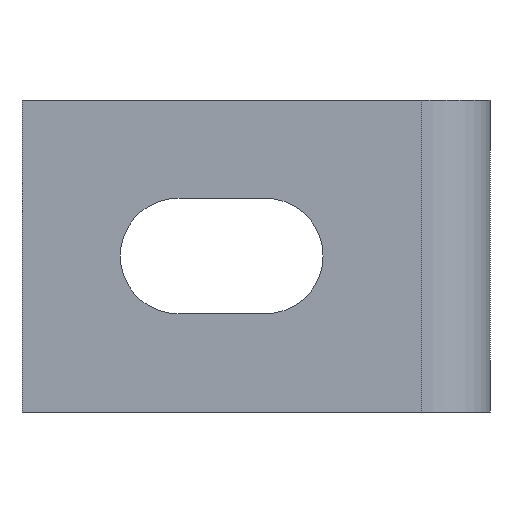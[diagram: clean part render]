
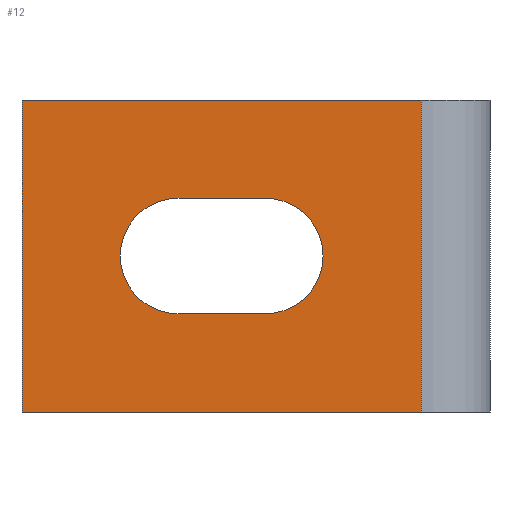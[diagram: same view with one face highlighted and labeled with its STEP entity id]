
A CAD part, left-side view. The second image highlights one B-rep face of the part: STEP entity #12.
In plain terms, the highlighted planar face has unit normal (-1, 0, 0).
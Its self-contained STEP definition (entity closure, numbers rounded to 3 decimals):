
#3 = VERTEX_POINT ( 'NONE', #396 ) ;
#12 = ADVANCED_FACE ( 'NONE', ( #129, #34 ), #94, .F. ) ;
#17 = EDGE_CURVE ( 'NONE', #104, #386, #235, .T. ) ;
#27 = VECTOR ( 'NONE', #479, 1000. ) ;
#29 = VERTEX_POINT ( 'NONE', #589 ) ;
#34 = FACE_OUTER_BOUND ( 'NONE', #41, .T. ) ;
#41 = EDGE_LOOP ( 'NONE', ( #514, #627, #296, #477 ) ) ;
#50 = CARTESIAN_POINT ( 'NONE',  ( 0., 7.2, 3.15 ) ) ;
#51 = CARTESIAN_POINT ( 'NONE',  ( 0., 2.2, 0. ) ) ;
#67 = DIRECTION ( 'NONE',  ( 0., 1., 0. ) ) ;
#69 = CARTESIAN_POINT ( 'NONE',  ( 0., 15., 0. ) ) ;
#90 = DIRECTION ( 'NONE',  ( 1., 0., 0. ) ) ;
#91 = CARTESIAN_POINT ( 'NONE',  ( 0., 10., 3.15 ) ) ;
#94 = PLANE ( 'NONE',  #362 ) ;
#99 = DIRECTION ( 'NONE',  ( -1., 0., 0. ) ) ;
#104 = VERTEX_POINT ( 'NONE', #344 ) ;
#118 = DIRECTION ( 'NONE',  ( -1., 0., 0. ) ) ;
#120 = VECTOR ( 'NONE', #340, 1000. ) ;
#129 = FACE_BOUND ( 'NONE', #575, .T. ) ;
#162 = CARTESIAN_POINT ( 'NONE',  ( 0., 7.2, 5. ) ) ;
#171 = CIRCLE ( 'NONE', #598, 1.85 ) ;
#176 = EDGE_CURVE ( 'NONE', #504, #104, #171, .T. ) ;
#178 = LINE ( 'NONE', #333, #493 ) ;
#188 = LINE ( 'NONE', #278, #120 ) ;
#209 = CARTESIAN_POINT ( 'NONE',  ( 0., 2.2, 10. ) ) ;
#224 = VERTEX_POINT ( 'NONE', #51 ) ;
#227 = LINE ( 'NONE', #91, #441 ) ;
#230 = CARTESIAN_POINT ( 'NONE',  ( 0., 10., 6.85 ) ) ;
#235 = LINE ( 'NONE', #230, #27 ) ;
#239 = CARTESIAN_POINT ( 'NONE',  ( 0., 15., 10. ) ) ;
#248 = EDGE_CURVE ( 'NONE', #386, #29, #424, .T. ) ;
#251 = DIRECTION ( 'NONE',  ( 0., 1., 0. ) ) ;
#278 = CARTESIAN_POINT ( 'NONE',  ( 0., 15., 10. ) ) ;
#286 = DIRECTION ( 'NONE',  ( 0., -1., 0. ) ) ;
#288 = ORIENTED_EDGE ( 'NONE', *, *, #577, .F. ) ;
#296 = ORIENTED_EDGE ( 'NONE', *, *, #565, .F. ) ;
#298 = CARTESIAN_POINT ( 'NONE',  ( 0., 2.2, 10. ) ) ;
#299 = DIRECTION ( 'NONE',  ( -1., 0., 0. ) ) ;
#301 = DIRECTION ( 'NONE',  ( 0., -1., 0. ) ) ;
#308 = ORIENTED_EDGE ( 'NONE', *, *, #248, .F. ) ;
#314 = EDGE_CURVE ( 'NONE', #522, #224, #409, .T. ) ;
#328 = ORIENTED_EDGE ( 'NONE', *, *, #17, .F. ) ;
#333 = CARTESIAN_POINT ( 'NONE',  ( 0., 15., 10. ) ) ;
#336 = DIRECTION ( 'NONE',  ( 0., 0., -1. ) ) ;
#340 = DIRECTION ( 'NONE',  ( 0., -1., 0. ) ) ;
#344 = CARTESIAN_POINT ( 'NONE',  ( 0., 7.2, 6.85 ) ) ;
#350 = CARTESIAN_POINT ( 'NONE',  ( 0., 10., 5. ) ) ;
#362 = AXIS2_PLACEMENT_3D ( 'NONE', #539, #90, #636 ) ;
#367 = VERTEX_POINT ( 'NONE', #209 ) ;
#376 = AXIS2_PLACEMENT_3D ( 'NONE', #517, #118, #67 ) ;
#386 = VERTEX_POINT ( 'NONE', #609 ) ;
#396 = CARTESIAN_POINT ( 'NONE',  ( 0., 10., 3.15 ) ) ;
#409 = LINE ( 'NONE', #69, #642 ) ;
#412 = ORIENTED_EDGE ( 'NONE', *, *, #176, .F. ) ;
#424 = CIRCLE ( 'NONE', #376, 1.85 ) ;
#441 = VECTOR ( 'NONE', #286, 1000. ) ;
#473 = EDGE_CURVE ( 'NONE', #367, #224, #599, .T. ) ;
#476 = DIRECTION ( 'NONE',  ( 0., 1., 0. ) ) ;
#477 = ORIENTED_EDGE ( 'NONE', *, *, #638, .T. ) ;
#479 = DIRECTION ( 'NONE',  ( 0., 1., 0. ) ) ;
#482 = AXIS2_PLACEMENT_3D ( 'NONE', #350, #99, #476 ) ;
#489 = VERTEX_POINT ( 'NONE', #239 ) ;
#493 = VECTOR ( 'NONE', #336, 1000. ) ;
#504 = VERTEX_POINT ( 'NONE', #50 ) ;
#514 = ORIENTED_EDGE ( 'NONE', *, *, #314, .T. ) ;
#517 = CARTESIAN_POINT ( 'NONE',  ( 0., 10., 5. ) ) ;
#522 = VERTEX_POINT ( 'NONE', #645 ) ;
#532 = ORIENTED_EDGE ( 'NONE', *, *, #544, .F. ) ;
#539 = CARTESIAN_POINT ( 'NONE',  ( 0., 15., 10. ) ) ;
#544 = EDGE_CURVE ( 'NONE', #29, #3, #587, .T. ) ;
#554 = DIRECTION ( 'NONE',  ( 0., 0., -1. ) ) ;
#565 = EDGE_CURVE ( 'NONE', #489, #367, #188, .T. ) ;
#573 = VECTOR ( 'NONE', #554, 1000. ) ;
#575 = EDGE_LOOP ( 'NONE', ( #288, #532, #308, #328, #412 ) ) ;
#577 = EDGE_CURVE ( 'NONE', #3, #504, #227, .T. ) ;
#587 = CIRCLE ( 'NONE', #482, 1.85 ) ;
#589 = CARTESIAN_POINT ( 'NONE',  ( 0., 11.85, 5. ) ) ;
#598 = AXIS2_PLACEMENT_3D ( 'NONE', #162, #299, #251 ) ;
#599 = LINE ( 'NONE', #298, #573 ) ;
#609 = CARTESIAN_POINT ( 'NONE',  ( 0., 10., 6.85 ) ) ;
#627 = ORIENTED_EDGE ( 'NONE', *, *, #473, .F. ) ;
#636 = DIRECTION ( 'NONE',  ( 0., 1., 0. ) ) ;
#638 = EDGE_CURVE ( 'NONE', #489, #522, #178, .T. ) ;
#642 = VECTOR ( 'NONE', #301, 1000. ) ;
#645 = CARTESIAN_POINT ( 'NONE',  ( 0., 15., 0. ) ) ;
